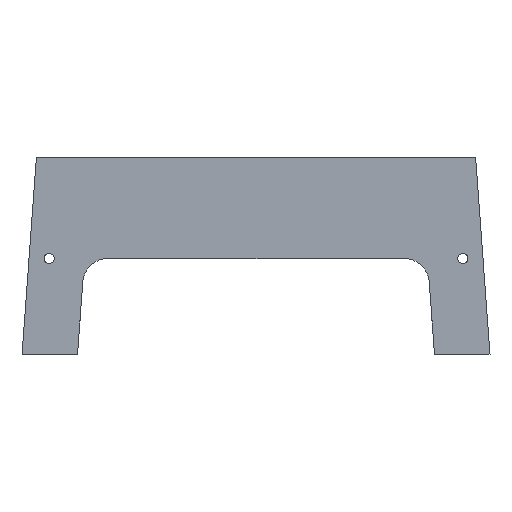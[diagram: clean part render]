
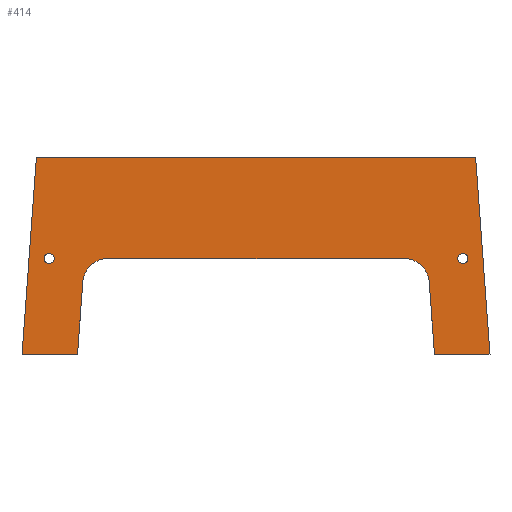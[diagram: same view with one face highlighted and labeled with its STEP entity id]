
A CAD part, top view. The second image highlights one B-rep face of the part: STEP entity #414.
In plain terms, the highlighted planar face has unit normal (0, 0, 1).
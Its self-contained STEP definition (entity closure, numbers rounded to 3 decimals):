
#49=CARTESIAN_POINT('Vertex',(29.422,214.,3.)) ;
#52=CARTESIAN_POINT('Line Origine',(0.,214.,3.)) ;
#56=CARTESIAN_POINT('Vertex',(-29.422,214.,3.)) ;
#87=CARTESIAN_POINT('Vertex',(34.409,209.366,3.)) ;
#90=CARTESIAN_POINT('Axis2P3D Location',(29.422,209.,3.)) ;
#118=CARTESIAN_POINT('Vertex',(35.462,195.,3.)) ;
#121=CARTESIAN_POINT('Line Origine',(34.936,202.183,3.)) ;
#149=CARTESIAN_POINT('Vertex',(46.492,195.,3.)) ;
#152=CARTESIAN_POINT('Line Origine',(40.977,195.,3.)) ;
#180=CARTESIAN_POINT('Vertex',(43.632,234.,3.)) ;
#183=CARTESIAN_POINT('Line Origine',(45.062,214.5,3.)) ;
#211=CARTESIAN_POINT('Vertex',(-43.632,234.,3.)) ;
#214=CARTESIAN_POINT('Line Origine',(0.,234.,3.)) ;
#231=CARTESIAN_POINT('Axis2P3D Location',(41.088,214.,3.)) ;
#235=CARTESIAN_POINT('Vertex',(40.088,214.,3.)) ;
#237=CARTESIAN_POINT('Vertex',(42.088,214.,3.)) ;
#266=CARTESIAN_POINT('Axis2P3D Location',(41.088,214.,3.)) ;
#349=CARTESIAN_POINT('Axis2P3D Location',(0.,0.,3.)) ;
#354=CARTESIAN_POINT('Line Origine',(-45.062,214.5,3.)) ;
#358=CARTESIAN_POINT('Vertex',(-46.492,195.,3.)) ;
#361=CARTESIAN_POINT('Line Origine',(-40.977,195.,3.)) ;
#365=CARTESIAN_POINT('Vertex',(-35.462,195.,3.)) ;
#368=CARTESIAN_POINT('Line Origine',(-34.936,202.183,3.)) ;
#372=CARTESIAN_POINT('Vertex',(-34.409,209.366,3.)) ;
#375=CARTESIAN_POINT('Axis2P3D Location',(-29.422,209.,3.)) ;
#392=CARTESIAN_POINT('Axis2P3D Location',(-41.088,214.,3.)) ;
#396=CARTESIAN_POINT('Vertex',(-40.088,214.,3.)) ;
#398=CARTESIAN_POINT('Vertex',(-42.088,214.,3.)) ;
#401=CARTESIAN_POINT('Axis2P3D Location',(-41.088,214.,3.)) ;
#54=VECTOR('Line Direction',#53,1.) ;
#123=VECTOR('Line Direction',#122,1.) ;
#154=VECTOR('Line Direction',#153,1.) ;
#185=VECTOR('Line Direction',#184,1.) ;
#216=VECTOR('Line Direction',#215,1.) ;
#356=VECTOR('Line Direction',#355,1.) ;
#363=VECTOR('Line Direction',#362,1.) ;
#370=VECTOR('Line Direction',#369,1.) ;
#53=DIRECTION('Vector Direction',(-1.,0.,0.)) ;
#91=DIRECTION('Axis2P3D Direction',(0.,0.,1.)) ;
#122=DIRECTION('Vector Direction',(-0.073,0.997,0.)) ;
#153=DIRECTION('Vector Direction',(-1.,0.,0.)) ;
#184=DIRECTION('Vector Direction',(0.073,-0.997,0.)) ;
#215=DIRECTION('Vector Direction',(1.,0.,0.)) ;
#232=DIRECTION('Axis2P3D Direction',(0.,0.,1.)) ;
#267=DIRECTION('Axis2P3D Direction',(0.,0.,1.)) ;
#350=DIRECTION('Axis2P3D Direction',(0.,0.,1.)) ;
#351=DIRECTION('Axis2P3D XDirection',(1.,0.,0.)) ;
#355=DIRECTION('Vector Direction',(-0.073,-0.997,0.)) ;
#362=DIRECTION('Vector Direction',(-1.,0.,0.)) ;
#369=DIRECTION('Vector Direction',(0.073,0.997,0.)) ;
#376=DIRECTION('Axis2P3D Direction',(0.,0.,1.)) ;
#393=DIRECTION('Axis2P3D Direction',(0.,0.,1.)) ;
#402=DIRECTION('Axis2P3D Direction',(0.,0.,1.)) ;
#92=AXIS2_PLACEMENT_3D('Circle Axis2P3D',#90,#91,$) ;
#233=AXIS2_PLACEMENT_3D('Circle Axis2P3D',#231,#232,$) ;
#268=AXIS2_PLACEMENT_3D('Circle Axis2P3D',#266,#267,$) ;
#352=AXIS2_PLACEMENT_3D('Plane Axis2P3D',#349,#350,#351) ;
#377=AXIS2_PLACEMENT_3D('Circle Axis2P3D',#375,#376,$) ;
#394=AXIS2_PLACEMENT_3D('Circle Axis2P3D',#392,#393,$) ;
#403=AXIS2_PLACEMENT_3D('Circle Axis2P3D',#401,#402,$) ;
#55=LINE('Line',#52,#54) ;
#124=LINE('Line',#121,#123) ;
#155=LINE('Line',#152,#154) ;
#186=LINE('Line',#183,#185) ;
#217=LINE('Line',#214,#216) ;
#357=LINE('Line',#354,#356) ;
#364=LINE('Line',#361,#363) ;
#371=LINE('Line',#368,#370) ;
#93=CIRCLE('generated circle',#92,5.) ;
#234=CIRCLE('generated circle',#233,1.) ;
#269=CIRCLE('generated circle',#268,1.) ;
#378=CIRCLE('generated circle',#377,5.) ;
#395=CIRCLE('generated circle',#394,1.) ;
#404=CIRCLE('generated circle',#403,1.) ;
#353=PLANE('',#352) ;
#409=FACE_BOUND('',#406,.T.) ;
#413=FACE_BOUND('',#410,.T.) ;
#58=EDGE_CURVE('',#50,#57,#55,.T.) ;
#94=EDGE_CURVE('',#50,#88,#93,.F.) ;
#125=EDGE_CURVE('',#88,#119,#124,.F.) ;
#156=EDGE_CURVE('',#119,#150,#155,.F.) ;
#187=EDGE_CURVE('',#150,#181,#186,.F.) ;
#218=EDGE_CURVE('',#212,#181,#217,.T.) ;
#239=EDGE_CURVE('',#236,#238,#234,.T.) ;
#270=EDGE_CURVE('',#238,#236,#269,.T.) ;
#360=EDGE_CURVE('',#359,#212,#357,.F.) ;
#367=EDGE_CURVE('',#366,#359,#364,.T.) ;
#374=EDGE_CURVE('',#373,#366,#371,.F.) ;
#379=EDGE_CURVE('',#57,#373,#378,.T.) ;
#400=EDGE_CURVE('',#397,#399,#395,.F.) ;
#405=EDGE_CURVE('',#399,#397,#404,.F.) ;
#381=ORIENTED_EDGE('',*,*,#58,.F.) ;
#382=ORIENTED_EDGE('',*,*,#94,.T.) ;
#383=ORIENTED_EDGE('',*,*,#125,.T.) ;
#384=ORIENTED_EDGE('',*,*,#156,.T.) ;
#385=ORIENTED_EDGE('',*,*,#187,.T.) ;
#386=ORIENTED_EDGE('',*,*,#218,.F.) ;
#387=ORIENTED_EDGE('',*,*,#360,.F.) ;
#388=ORIENTED_EDGE('',*,*,#367,.F.) ;
#389=ORIENTED_EDGE('',*,*,#374,.F.) ;
#390=ORIENTED_EDGE('',*,*,#379,.F.) ;
#407=ORIENTED_EDGE('',*,*,#400,.T.) ;
#408=ORIENTED_EDGE('',*,*,#405,.T.) ;
#411=ORIENTED_EDGE('',*,*,#270,.F.) ;
#412=ORIENTED_EDGE('',*,*,#239,.F.) ;
#380=EDGE_LOOP('',(#381,#382,#383,#384,#385,#386,#387,#388,#389,#390)) ;
#406=EDGE_LOOP('',(#407,#408)) ;
#410=EDGE_LOOP('',(#411,#412)) ;
#50=VERTEX_POINT('',#49) ;
#57=VERTEX_POINT('',#56) ;
#88=VERTEX_POINT('',#87) ;
#119=VERTEX_POINT('',#118) ;
#150=VERTEX_POINT('',#149) ;
#181=VERTEX_POINT('',#180) ;
#212=VERTEX_POINT('',#211) ;
#236=VERTEX_POINT('',#235) ;
#238=VERTEX_POINT('',#237) ;
#359=VERTEX_POINT('',#358) ;
#366=VERTEX_POINT('',#365) ;
#373=VERTEX_POINT('',#372) ;
#397=VERTEX_POINT('',#396) ;
#399=VERTEX_POINT('',#398) ;
#414=ADVANCED_FACE('PartBody',(#391,#409,#413),#353,.T.) ;
#391=FACE_OUTER_BOUND('',#380,.T.) ;
